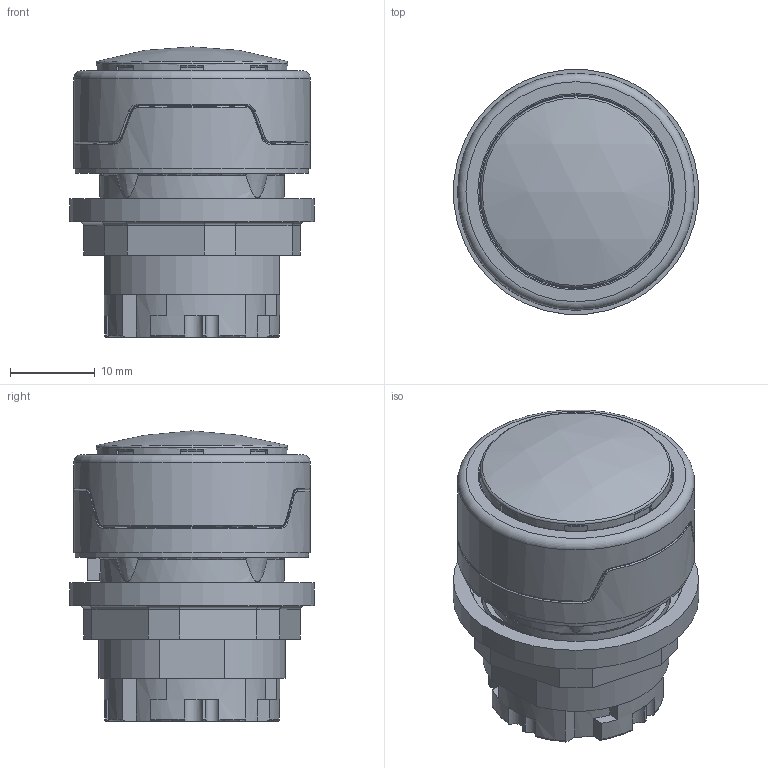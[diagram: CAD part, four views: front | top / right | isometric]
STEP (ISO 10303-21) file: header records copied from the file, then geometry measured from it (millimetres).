
FILE_DESCRIPTION(/* description */ (''),/* implementation_level */ '2;1');
FILE_NAME(/* name */ 'RMCN_ipt.stp',/* time_stamp */ '2015-03-25T12:10:58+01:00',/* author */ ('thagel'),/* organization */ (''),/* preprocessor_version */ 'ST-DEVELOPER v15.2',/* originating_system */ 'Autodesk Inventor 2014',/* authorisation */ '');
FILE_SCHEMA (('AUTOMOTIVE_DESIGN { 1 0 10303 214 3 1 1 }'));
Length unit declared in the file: centimetre
Products named in the file (1): 3D-Zeichnungen vereinfacht für Kunden
Bounding box: 28.89 x 28.89 x 34.29 mm (x, y, z)
Volume: 14584 mm3; surface area: 10423.4 mm2
Topology: 1 solids, 7 shells, 563 faces, 1512 edges, 954 vertices
Faces by surface type: plane 309, cylinder 129, torus 68, bspline 38, cone 16, sphere 3
Full cylindrical faces by diameter (mm): 17.867 x4, 17.9 x2, 18.6 x2, 20.5 x1, 20.75 x1, 21.85 x1, 22 x1, 22.6 x2, 22.9 x2, 25.35 x1, 25.9 x1, 26 x1, 27.65 x1, 28 x2, 29 x1
Entity records: 19121 total; most frequent: CARTESIAN_POINT 5277, ORIENTED_EDGE 2922, DIRECTION 2892, EDGE_CURVE 1456, AXIS2_PLACEMENT_3D 1094, VERTEX_POINT 937, LINE 704, VECTOR 704
